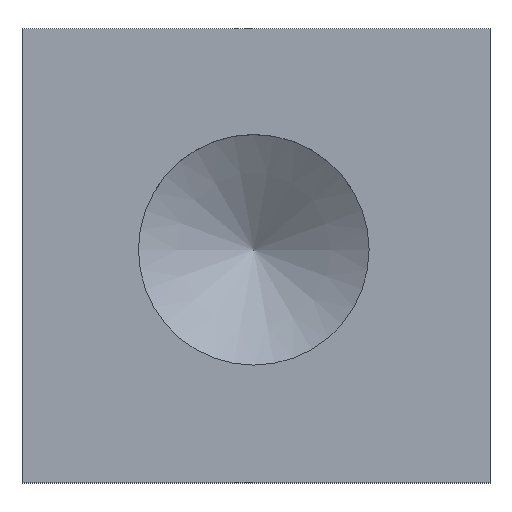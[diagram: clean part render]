
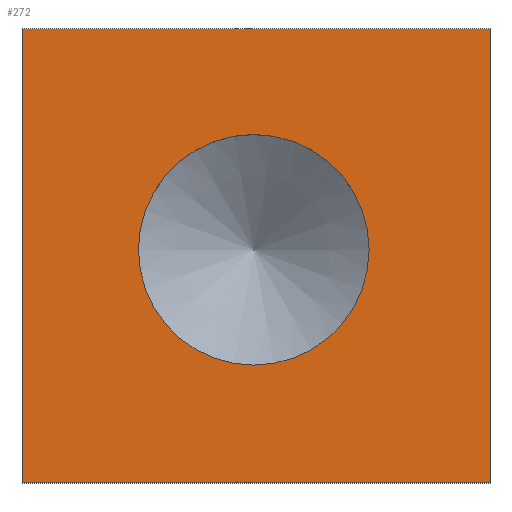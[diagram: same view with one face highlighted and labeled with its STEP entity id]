
A CAD part, top view. The second image highlights one B-rep face of the part: STEP entity #272.
In plain terms, the highlighted planar face has unit normal (0, 0, 1).
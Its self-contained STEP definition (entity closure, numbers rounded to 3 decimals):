
#24 = VERTEX_POINT('',#25);
#25 = CARTESIAN_POINT('',(-1.005,0.958,0.75));
#31 = EDGE_CURVE('',#24,#32,#34,.T.);
#32 = VERTEX_POINT('',#33);
#33 = CARTESIAN_POINT('',(1.024,0.958,0.75));
#34 = LINE('',#35,#36);
#35 = CARTESIAN_POINT('',(-1.005,0.958,0.75));
#36 = VECTOR('',#37,1.);
#37 = DIRECTION('',(1.,0.,0.));
#64 = VERTEX_POINT('',#65);
#65 = CARTESIAN_POINT('',(-1.005,-1.011,0.75));
#71 = EDGE_CURVE('',#64,#24,#72,.T.);
#72 = LINE('',#73,#74);
#73 = CARTESIAN_POINT('',(-1.005,-1.011,0.75));
#74 = VECTOR('',#75,1.);
#75 = DIRECTION('',(0.,1.,0.));
#93 = EDGE_CURVE('',#32,#94,#96,.T.);
#94 = VERTEX_POINT('',#95);
#95 = CARTESIAN_POINT('',(1.024,-1.011,0.75));
#96 = LINE('',#97,#98);
#97 = CARTESIAN_POINT('',(1.024,0.958,0.75));
#98 = VECTOR('',#99,1.);
#99 = DIRECTION('',(0.,-1.,0.));
#272 = ADVANCED_FACE('',(#273,#284),#295,.T.);
#273 = FACE_BOUND('',#274,.T.);
#274 = EDGE_LOOP('',(#275,#276,#277,#283));
#275 = ORIENTED_EDGE('',*,*,#31,.F.);
#276 = ORIENTED_EDGE('',*,*,#71,.F.);
#277 = ORIENTED_EDGE('',*,*,#278,.F.);
#278 = EDGE_CURVE('',#94,#64,#279,.T.);
#279 = LINE('',#280,#281);
#280 = CARTESIAN_POINT('',(1.024,-1.011,0.75));
#281 = VECTOR('',#282,1.);
#282 = DIRECTION('',(-1.,0.,0.));
#283 = ORIENTED_EDGE('',*,*,#93,.F.);
#284 = FACE_BOUND('',#285,.T.);
#285 = EDGE_LOOP('',(#286));
#286 = ORIENTED_EDGE('',*,*,#287,.F.);
#287 = EDGE_CURVE('',#288,#288,#290,.T.);
#288 = VERTEX_POINT('',#289);
#289 = CARTESIAN_POINT('',(0.5,0.,0.75));
#290 = CIRCLE('',#291,0.5);
#291 = AXIS2_PLACEMENT_3D('',#292,#293,#294);
#292 = CARTESIAN_POINT('',(0.,0.,0.75));
#293 = DIRECTION('',(0.,0.,1.));
#294 = DIRECTION('',(1.,0.,0.));
#295 = PLANE('',#296);
#296 = AXIS2_PLACEMENT_3D('',#297,#298,#299);
#297 = CARTESIAN_POINT('',(0.01,-0.026,0.75));
#298 = DIRECTION('',(0.,0.,1.));
#299 = DIRECTION('',(1.,0.,0.));
